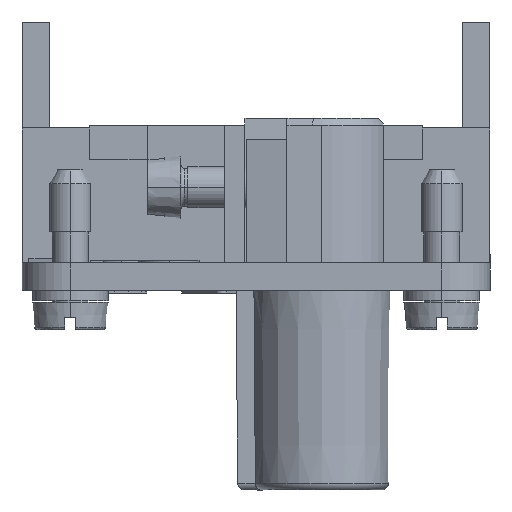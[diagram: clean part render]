
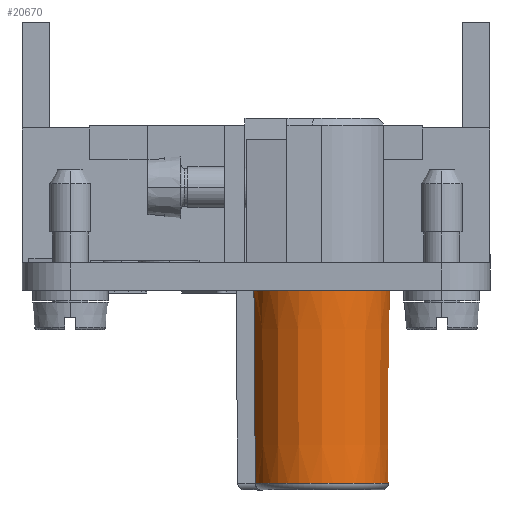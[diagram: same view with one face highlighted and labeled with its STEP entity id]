
A CAD part, left-side view. The second image highlights one B-rep face of the part: STEP entity #20670.
In plain terms, the highlighted conical face has half-angle 0.5 degrees and reference radius 5 mm.
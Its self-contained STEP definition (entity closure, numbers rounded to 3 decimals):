
#13720=CARTESIAN_POINT('',(-11.33,57.562,
-16.952));
#13730=VERTEX_POINT('',#13720);
#17630=CARTESIAN_POINT('',(-11.452,43.557,-16.851));
#17640=VERTEX_POINT('',#17630);
#17810=CARTESIAN_POINT('',(-9.452,43.557,-16.851
));
#17820=VERTEX_POINT('',#17810);
#17850=CARTESIAN_POINT('',(-10.452,43.557,-21.75));
#17860=DIRECTION('',(0.,1.,0.));
#17870=DIRECTION('',(-1.,0.,0.));
#17880=AXIS2_PLACEMENT_3D('',#17850,#17860,#17870);
#17890=CIRCLE('',#17880,5.);
#17900=EDGE_CURVE('',#17820,#17640,#17890,.T.);
#20000=CARTESIAN_POINT('',(-10.452,43.557,-21.75));
#20010=DIRECTION('',(0.,-1.,0.));
#20020=DIRECTION('',(-1.,0.,0.));
#20030=AXIS2_PLACEMENT_3D('',#20000,#20010,#20020);
#20040=CONICAL_SURFACE('',#20030,5.,0.009);
#20050=CARTESIAN_POINT('',(-11.326,58.057,-17.287
));
#20060=DIRECTION('',(-1.,0.009,
0.));
#20070=DIRECTION('',(0.,0.,-1.));
#20080=AXIS2_PLACEMENT_3D('',#20050,#20060,#20070);
#20090=PLANE('',#20080);
#20100=CARTESIAN_POINT('',(-11.452,43.557,-16.851));
#20110=CARTESIAN_POINT('',(-11.447,44.141,
-16.855));
#20120=CARTESIAN_POINT('',(-11.442,44.724,
-16.859));
#20130=CARTESIAN_POINT('',(-11.437,45.308,
-16.864));
#20140=CARTESIAN_POINT('',(-11.432,45.891,
-16.868));
#20150=CARTESIAN_POINT('',(-11.427,46.475,
-16.872));
#20160=CARTESIAN_POINT('',(-11.422,47.058,
-16.876));
#20170=CARTESIAN_POINT('',(-11.412,48.225,
-16.884));
#20180=CARTESIAN_POINT('',(-11.401,49.392,
-16.893));
#20190=CARTESIAN_POINT('',(-11.391,50.559,
-16.901));
#20200=CARTESIAN_POINT('',(-11.381,51.726,
-16.91));
#20210=CARTESIAN_POINT('',(-11.371,52.893,
-16.918));
#20220=CARTESIAN_POINT('',(-11.361,54.06,
-16.926));
#20230=CARTESIAN_POINT('',(-11.35,55.227,
-16.935));
#20240=CARTESIAN_POINT('',(-11.34,56.395,
-16.943));
#20250=CARTESIAN_POINT('',(-11.33,57.562,
-16.952));
#20260=B_SPLINE_CURVE_WITH_KNOTS('',3,(#20100,#20110,#20120,#20130,
#20140,#20150,#20160,#20170,#20180,#20190,#20200,#20210,#20220,#20230,
#20240,#20250),.UNSPECIFIED.,.F.,.F.,(4,3,3,3,3,4),(0.,1.751,
3.501,7.003,10.504,14.005),
.UNSPECIFIED.);
#20270=SURFACE_CURVE('',#20260,(#20090,#20040),.CURVE_3D.);
#20280=EDGE_CURVE('',#17640,#13730,#20270,.T.);
#20290=ORIENTED_EDGE('',*,*,#20280,.T.);
#20300=ORIENTED_EDGE('',*,*,#17900,.T.);
#20310=CARTESIAN_POINT('',(-9.579,58.057,-15.55));
#20320=DIRECTION('',(1.,0.009,
0.));
#20330=DIRECTION('',(0.,0.,1.));
#20340=AXIS2_PLACEMENT_3D('',#20310,#20320,#20330);
#20350=PLANE('',#20340);
#20360=CARTESIAN_POINT('',(-9.574,57.562,
-16.952));
#20370=CARTESIAN_POINT('',(-9.564,56.395,
-16.943));
#20380=CARTESIAN_POINT('',(-9.554,55.227,
-16.935));
#20390=CARTESIAN_POINT('',(-9.544,54.06,
-16.926));
#20400=CARTESIAN_POINT('',(-9.534,52.893,
-16.918));
#20410=CARTESIAN_POINT('',(-9.524,51.726,
-16.91));
#20420=CARTESIAN_POINT('',(-9.513,50.559,
-16.901));
#20430=CARTESIAN_POINT('',(-9.503,49.392,
-16.893));
#20440=CARTESIAN_POINT('',(-9.493,48.225,
-16.884));
#20450=CARTESIAN_POINT('',(-9.483,47.058,
-16.876));
#20460=CARTESIAN_POINT('',(-9.478,46.475,
-16.872));
#20470=CARTESIAN_POINT('',(-9.473,45.891,
-16.868));
#20480=CARTESIAN_POINT('',(-9.468,45.308,
-16.864));
#20490=CARTESIAN_POINT('',(-9.462,44.724,
-16.859));
#20500=CARTESIAN_POINT('',(-9.457,44.141,
-16.855));
#20510=CARTESIAN_POINT('',(-9.452,43.557,-16.851
));
#20520=B_SPLINE_CURVE_WITH_KNOTS('',3,(#20360,#20370,#20380,#20390,
#20400,#20410,#20420,#20430,#20440,#20450,#20460,#20470,#20480,#20490,
#20500,#20510),.UNSPECIFIED.,.F.,.F.,(4,3,3,3,3,4),(0.,3.501,
7.003,10.504,12.255,14.005),
.UNSPECIFIED.);
#20530=SURFACE_CURVE('',#20520,(#20350,#20040),.CURVE_3D.);
#20540=CARTESIAN_POINT('',(-9.574,57.562,
-16.952));
#20550=VERTEX_POINT('',#20540);
#20560=EDGE_CURVE('',#20550,#17820,#20530,.T.);
#20570=ORIENTED_EDGE('',*,*,#20560,.T.);
#20580=CARTESIAN_POINT('',(-10.452,57.562,-21.75));
#20590=DIRECTION('',(0.,-1.,0.));
#20600=DIRECTION('',(-1.,0.,0.));
#20610=AXIS2_PLACEMENT_3D('',#20580,#20590,#20600);
#20620=CIRCLE('',#20610,4.878);
#20630=EDGE_CURVE('',#13730,#20550,#20620,.T.);
#20640=ORIENTED_EDGE('',*,*,#20630,.T.);
#20650=EDGE_LOOP('',(#20640,#20570,#20300,#20290));
#20660=FACE_OUTER_BOUND('',#20650,.T.);
#20670=ADVANCED_FACE('',(#20660),#20040,.T.);
